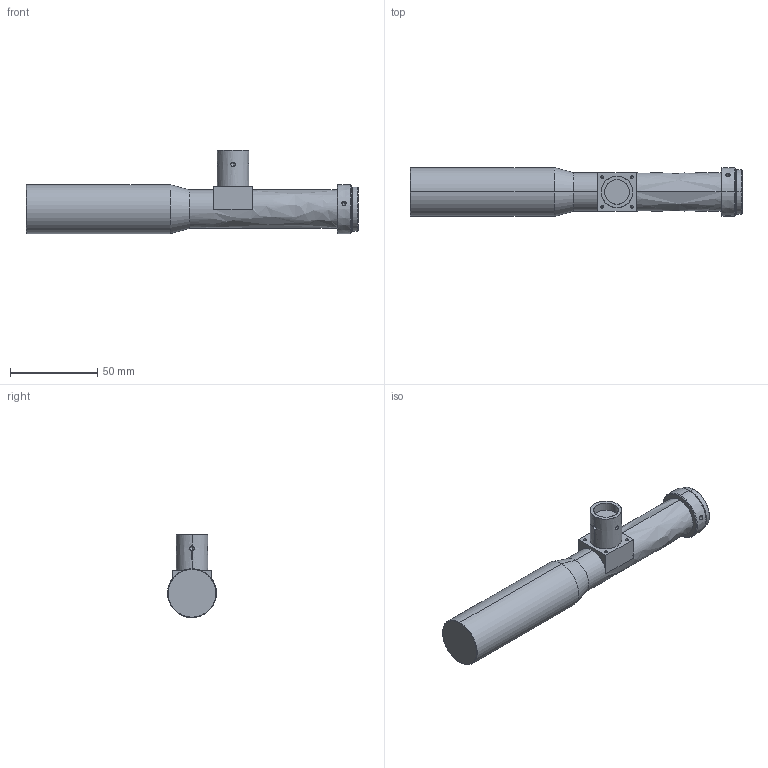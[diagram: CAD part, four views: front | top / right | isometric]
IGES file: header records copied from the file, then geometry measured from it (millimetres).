
Start section: SolidWorks IGES file using analytic representation for surfaces
Global section: file name: WH05-330CIR.IGS; native system: SolidWorks 2012; preprocessor: SolidWorks 2012; author: ZXC; date: 171201.093831; units: millimetre
Bounding box: 190.2 x 28 x 47.7 mm (x, y, z)
Surface area: 18673.4 mm2 (no closed solid volume)
Topology: 0 solids, 0 shells, 80 faces, 1136 edges, 1114 vertices
Faces by surface type: revolution 68, bspline 12
